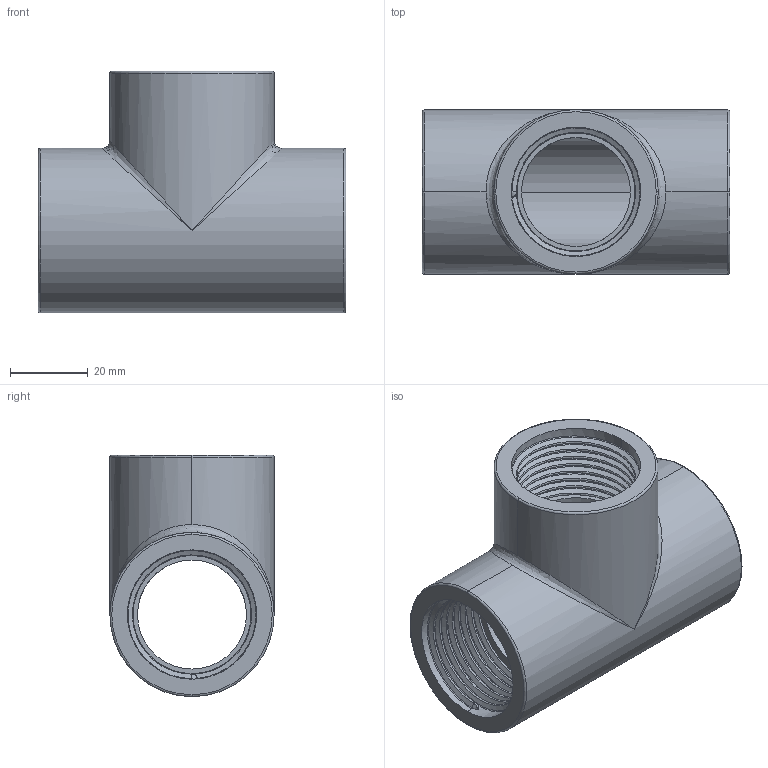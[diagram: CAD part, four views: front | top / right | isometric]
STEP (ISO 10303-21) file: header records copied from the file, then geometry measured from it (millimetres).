
FILE_DESCRIPTION (( 'STEP AP203' ), '1' );
FILE_NAME ('00240_0707.STEP', '2017-05-15T14:47:37', ( '' ), ( '' ), 'SwSTEP 2.0', 'SolidWorks 2011', '' );
FILE_SCHEMA (( 'CONFIG_CONTROL_DESIGN' ));
Length unit declared in the file: millimetre
Products named in the file (1): 00240_0707
Bounding box: 79 x 42.2 x 62 mm (x, y, z)
Volume: 64873.9 mm3; surface area: 27774.8 mm2
Topology: 1 solids, 1 shells, 108 faces, 303 edges, 187 vertices
Faces by surface type: cylinder 59, torus 19, bspline 17, cone 7, plane 6
Entity records: 14862 total; most frequent: CARTESIAN_POINT 12534, ORIENTED_EDGE 582, DIRECTION 371, EDGE_CURVE 291, VERTEX_POINT 187, AXIS2_PLACEMENT_3D 153, EDGE_LOOP 114, ADVANCED_FACE 108
